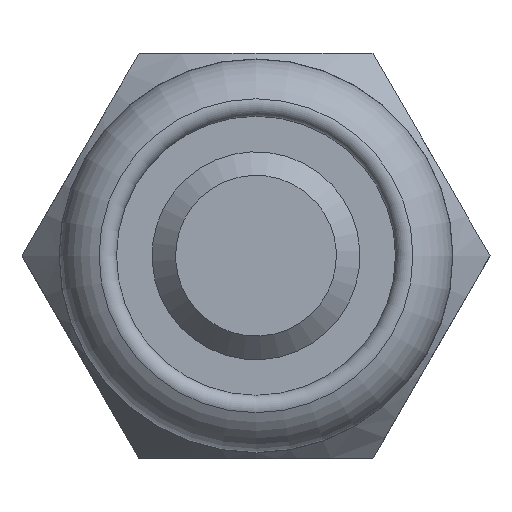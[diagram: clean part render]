
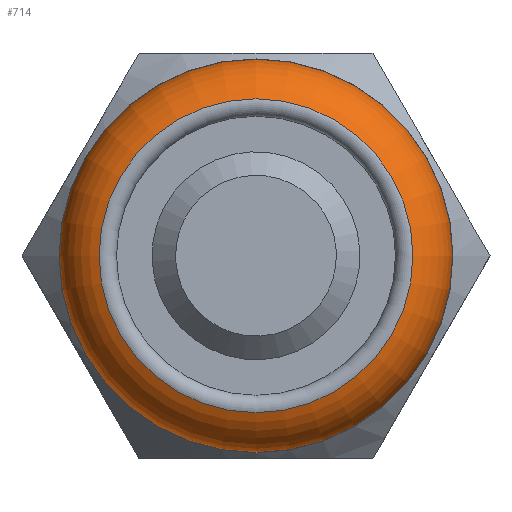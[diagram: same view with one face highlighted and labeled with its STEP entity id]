
A CAD part, top view. The second image highlights one B-rep face of the part: STEP entity #714.
In plain terms, the highlighted toroidal (fillet/blend) face has major radius 2.667 mm and minor radius 1.27 mm.
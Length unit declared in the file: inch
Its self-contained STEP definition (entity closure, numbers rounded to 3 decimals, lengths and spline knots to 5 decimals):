
#19=TOROIDAL_SURFACE('',#852,0.105,0.05);
#104=FACE_OUTER_BOUND('',#151,.T.);
#151=EDGE_LOOP('',(#639,#640,#641,#642,#643,#644));
#280=CIRCLE('',#847,0.155);
#281=CIRCLE('',#848,0.155);
#284=CIRCLE('',#853,0.12375);
#285=CIRCLE('',#854,0.05);
#286=CIRCLE('',#855,0.12375);
#348=VERTEX_POINT('',#1290);
#349=VERTEX_POINT('',#1292);
#352=VERTEX_POINT('',#1302);
#353=VERTEX_POINT('',#1303);
#444=EDGE_CURVE('',#348,#349,#280,.T.);
#445=EDGE_CURVE('',#349,#348,#281,.T.);
#449=EDGE_CURVE('',#352,#353,#284,.T.);
#450=EDGE_CURVE('',#353,#349,#285,.T.);
#451=EDGE_CURVE('',#353,#352,#286,.T.);
#639=ORIENTED_EDGE('',*,*,#449,.T.);
#640=ORIENTED_EDGE('',*,*,#450,.T.);
#641=ORIENTED_EDGE('',*,*,#444,.F.);
#642=ORIENTED_EDGE('',*,*,#445,.F.);
#643=ORIENTED_EDGE('',*,*,#450,.F.);
#644=ORIENTED_EDGE('',*,*,#451,.T.);
#714=ADVANCED_FACE('',(#104),#19,.T.);
#847=AXIS2_PLACEMENT_3D('',#1293,#1057,#1058);
#848=AXIS2_PLACEMENT_3D('',#1294,#1059,#1060);
#852=AXIS2_PLACEMENT_3D('',#1301,#1068,#1069);
#853=AXIS2_PLACEMENT_3D('',#1304,#1070,#1071);
#854=AXIS2_PLACEMENT_3D('',#1305,#1072,#1073);
#855=AXIS2_PLACEMENT_3D('',#1306,#1074,#1075);
#1057=DIRECTION('center_axis',(0.,-1.,0.));
#1058=DIRECTION('ref_axis',(0.,0.,1.));
#1059=DIRECTION('center_axis',(0.,-1.,0.));
#1060=DIRECTION('ref_axis',(0.,0.,1.));
#1068=DIRECTION('center_axis',(0.,1.,0.));
#1069=DIRECTION('ref_axis',(0.,0.,1.));
#1070=DIRECTION('center_axis',(0.,-1.,0.));
#1071=DIRECTION('ref_axis',(0.,0.,-1.));
#1072=DIRECTION('center_axis',(-1.,0.,0.));
#1073=DIRECTION('ref_axis',(0.,0.,-1.));
#1074=DIRECTION('center_axis',(0.,-1.,0.));
#1075=DIRECTION('ref_axis',(0.,0.,-1.));
#1290=CARTESIAN_POINT('',(0.,0.146,0.155));
#1292=CARTESIAN_POINT('',(0.,0.146,-0.155));
#1293=CARTESIAN_POINT('Origin',(0.,0.146,0.));
#1294=CARTESIAN_POINT('Origin',(0.,0.146,0.));
#1301=CARTESIAN_POINT('Origin',(0.,0.146,0.));
#1302=CARTESIAN_POINT('',(0.,0.19235,0.12375));
#1303=CARTESIAN_POINT('',(0.,0.19235,-0.12375));
#1304=CARTESIAN_POINT('Origin',(0.,0.19235,0.));
#1305=CARTESIAN_POINT('Origin',(0.,0.146,-0.105));
#1306=CARTESIAN_POINT('Origin',(0.,0.19235,0.));
